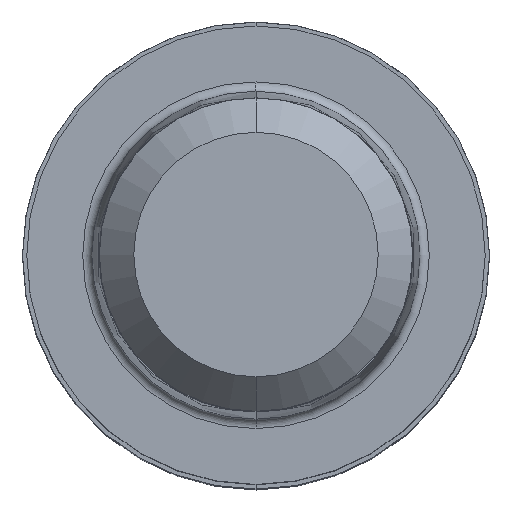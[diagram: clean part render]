
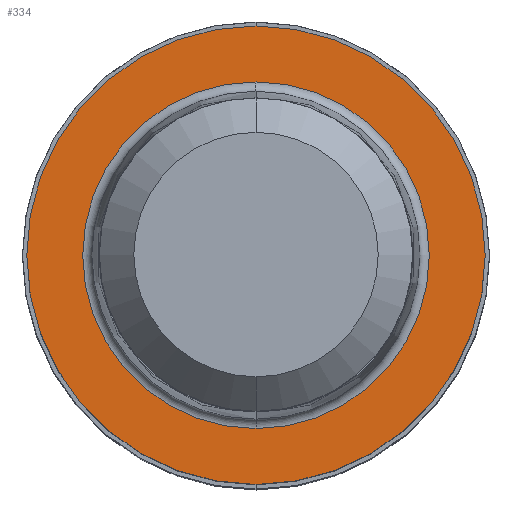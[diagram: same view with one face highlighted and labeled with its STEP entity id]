
A CAD part, top view. The second image highlights one B-rep face of the part: STEP entity #334.
In plain terms, the highlighted planar face has unit normal (0, 0, 1).
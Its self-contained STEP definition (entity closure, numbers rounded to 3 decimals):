
#168=VERTEX_POINT('',#457);
#182=EDGE_CURVE('',#224,#250,#472,.T.);
#204=EDGE_CURVE('',#250,#224,#499,.T.);
#224=VERTEX_POINT('',#521);
#250=VERTEX_POINT('',#552);
#300=EDGE_CURVE('',#340,#168,#604,.T.);
#334=ADVANCED_FACE('',(#643,#644),#645,.T.);
#340=VERTEX_POINT('',#651);
#366=EDGE_CURVE('',#168,#340,#682,.T.);
#457=CARTESIAN_POINT('',(0.,-5.935,0.01));
#472=CIRCLE('',#798,7.85);
#499=CIRCLE('',#832,7.85);
#521=CARTESIAN_POINT('',(0.,-7.85,0.01));
#552=CARTESIAN_POINT('',(0.0,7.85,0.01));
#604=CIRCLE('',#966,5.935);
#643=FACE_OUTER_BOUND('',#1014,.T.);
#644=FACE_BOUND('',#1015,.T.);
#645=PLANE('',#1016);
#651=CARTESIAN_POINT('',(0.0,5.935,0.01));
#682=CIRCLE('',#1061,5.935);
#798=AXIS2_PLACEMENT_3D('',#1180,#1181,#1182);
#832=AXIS2_PLACEMENT_3D('',#1234,#1235,#1236);
#966=AXIS2_PLACEMENT_3D('',#1361,#1362,#1363);
#1014=EDGE_LOOP('',(#1411,#1412));
#1015=EDGE_LOOP('',(#1413,#1414));
#1016=AXIS2_PLACEMENT_3D('',#1415,#1416,#1417);
#1061=AXIS2_PLACEMENT_3D('',#1456,#1457,#1458);
#1180=CARTESIAN_POINT('',(0.0,0.0,0.01));
#1181=DIRECTION('',(0.0,0.0,-1.0));
#1182=DIRECTION('',(0.0,1.0,0.0));
#1234=CARTESIAN_POINT('',(0.0,0.0,0.01));
#1235=DIRECTION('',(0.0,0.0,-1.0));
#1236=DIRECTION('',(0.0,1.0,0.0));
#1361=CARTESIAN_POINT('',(0.0,0.0,0.01));
#1362=DIRECTION('',(0.0,0.0,-1.0));
#1363=DIRECTION('',(0.0,1.0,0.0));
#1411=ORIENTED_EDGE('',*,*,#204,.F.);
#1412=ORIENTED_EDGE('',*,*,#182,.F.);
#1413=ORIENTED_EDGE('',*,*,#300,.T.);
#1414=ORIENTED_EDGE('',*,*,#366,.T.);
#1415=CARTESIAN_POINT('',(0.0,3.925,0.01));
#1416=DIRECTION('',(-0.0,0.0,1.0));
#1417=DIRECTION('',(0.0,-1.0,0.0));
#1456=CARTESIAN_POINT('',(0.0,0.0,0.01));
#1457=DIRECTION('',(0.0,0.0,-1.0));
#1458=DIRECTION('',(0.0,1.0,0.0));
